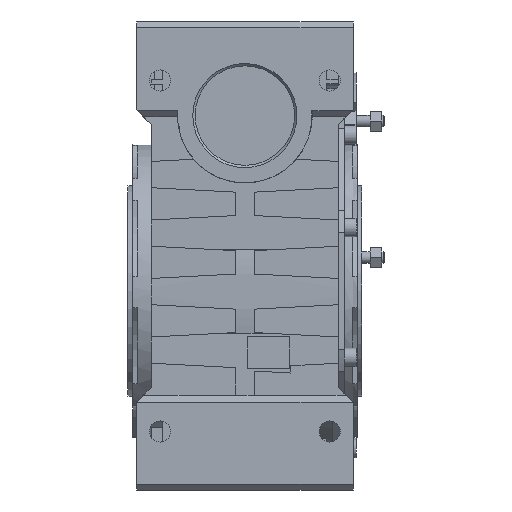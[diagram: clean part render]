
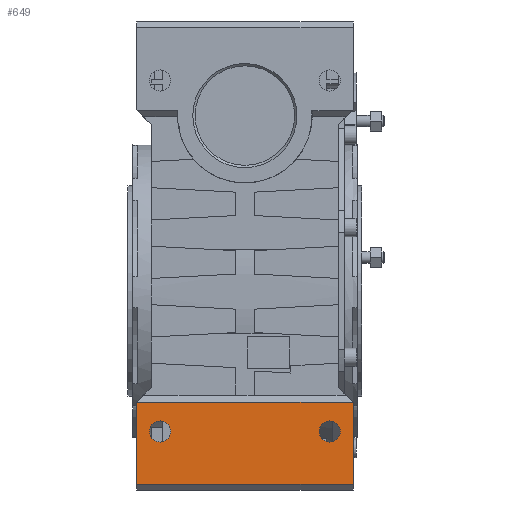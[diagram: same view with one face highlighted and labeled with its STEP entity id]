
A CAD part, front view. The second image highlights one B-rep face of the part: STEP entity #649.
In plain terms, the highlighted planar face has unit normal (0, -1, 0).
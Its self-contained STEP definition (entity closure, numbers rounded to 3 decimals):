
#649=ADVANCED_FACE('',(#16950,#16952,#16954),#16956,.F.);
#16950=FACE_BOUND('',#16951,.T.);
#16951=EDGE_LOOP('',(#30473,#30474,#30475,#30476));
#16952=FACE_BOUND('',#16953,.T.);
#16953=EDGE_LOOP('',(#30477));
#16954=FACE_BOUND('',#16955,.T.);
#16955=EDGE_LOOP('',(#30478));
#16956=PLANE('',#16957);
#16957=AXIS2_PLACEMENT_3D('',#16958,#16959,#16960);
#16958=CARTESIAN_POINT('',(92.5,-170.,-95.));
#16959=DIRECTION('',(-0.,1.,0.));
#16960=DIRECTION('',(0.,-0.,1.));
#30473=ORIENTED_EDGE('',*,*,#40001,.T.);
#30474=ORIENTED_EDGE('',*,*,#40002,.T.);
#30475=ORIENTED_EDGE('',*,*,#40003,.T.);
#30476=ORIENTED_EDGE('',*,*,#40004,.T.);
#30477=ORIENTED_EDGE('',*,*,#40005,.T.);
#30478=ORIENTED_EDGE('',*,*,#40006,.T.);
#40001=EDGE_CURVE('',#44776,#44777,#44778,.T.);
#40002=EDGE_CURVE('',#44777,#44779,#44780,.F.);
#40003=EDGE_CURVE('',#44779,#44781,#44782,.T.);
#40004=EDGE_CURVE('',#44781,#44776,#44783,.T.);
#40005=EDGE_CURVE('',#44784,#44784,#44785,.T.);
#40006=EDGE_CURVE('',#44786,#44786,#44787,.T.);
#44776=VERTEX_POINT('',#52742);
#44777=VERTEX_POINT('',#52743);
#44778=LINE('',#52744,#52745);
#44779=VERTEX_POINT('',#52747);
#44780=LINE('',#52748,#52749);
#44781=VERTEX_POINT('',#52751);
#44782=LINE('',#52752,#52753);
#44783=LINE('',#52755,#52756);
#44784=VERTEX_POINT('',#52758);
#44785=CIRCLE('',#52759,9.);
#44786=VERTEX_POINT('',#52763);
#44787=CIRCLE('',#52764,9.);
#52742=CARTESIAN_POINT('',(-92.5,-170.,-165.));
#52743=CARTESIAN_POINT('',(92.5,-170.,-165.));
#52744=CARTESIAN_POINT('',(-92.5,-170.,-165.));
#52745=VECTOR('',#52746,1.);
#52746=DIRECTION('',(1.,0.,0.));
#52747=CARTESIAN_POINT('',(92.5,-170.,-95.));
#52748=CARTESIAN_POINT('',(92.5,-170.,-95.));
#52749=VECTOR('',#52750,1.);
#52750=DIRECTION('',(0.,0.,-1.));
#52751=CARTESIAN_POINT('',(-92.5,-170.,-95.));
#52752=CARTESIAN_POINT('',(92.5,-170.,-95.));
#52753=VECTOR('',#52754,1.);
#52754=DIRECTION('',(-1.,0.,0.));
#52755=CARTESIAN_POINT('',(-92.5,-170.,-95.));
#52756=VECTOR('',#52757,1.);
#52757=DIRECTION('',(0.,0.,-1.));
#52758=CARTESIAN_POINT('',(81.5,-170.,-120.));
#52759=AXIS2_PLACEMENT_3D('',#52760,#52761,#52762);
#52760=CARTESIAN_POINT('',(72.5,-170.,-120.));
#52761=DIRECTION('',(-0.,1.,0.));
#52762=DIRECTION('',(1.,0.,0.));
#52763=CARTESIAN_POINT('',(-63.5,-170.,-120.));
#52764=AXIS2_PLACEMENT_3D('',#52765,#52766,#52767);
#52765=CARTESIAN_POINT('',(-72.5,-170.,-120.));
#52766=DIRECTION('',(-0.,1.,0.));
#52767=DIRECTION('',(1.,0.,0.));
